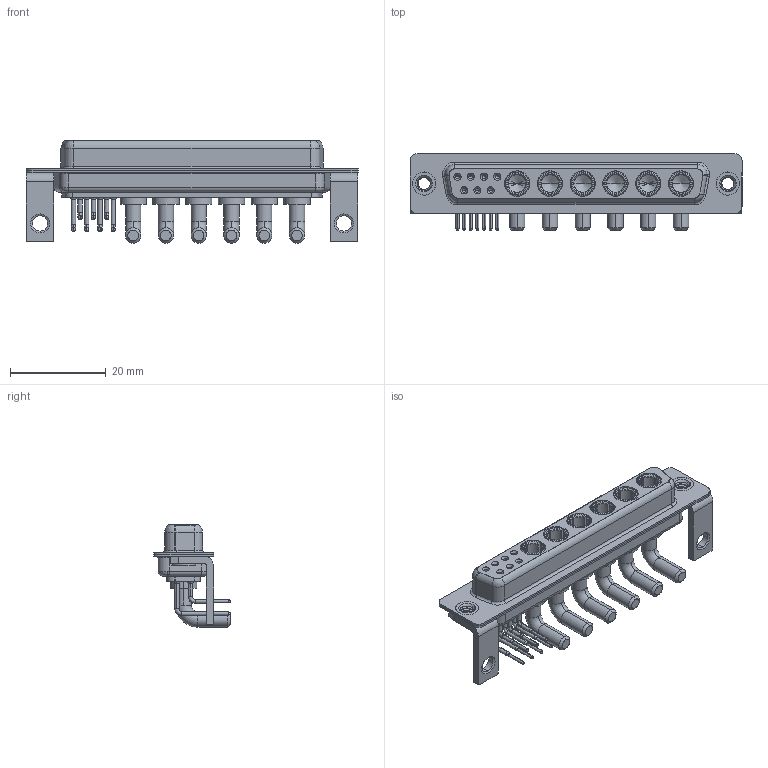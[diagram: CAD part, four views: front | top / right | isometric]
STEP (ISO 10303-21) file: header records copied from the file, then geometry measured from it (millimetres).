
FILE_DESCRIPTION (( 'STEP AP203' ), '1' );
FILE_NAME ('630-13W6640-3TC.STEP', '2022-06-06T14:46:10', ( '' ), ( '' ), 'SwSTEP 2.0', 'SolidWorks 2020', '' );
FILE_SCHEMA (( 'CONFIG_CONTROL_DESIGN' ));
Length unit declared in the file: millimetre
Products named in the file (9): 630Combo Shell Rear_37 Contacts; 630Combo Stabilizer Bracket; 630-13W6640-3TC; 630Combo Threaded Rivet_B; 630Combo Contact Row 2; 630Combo Housing_13W6; 630Combo Shell Front_37 Contacts; Power Socket_30A RA; 630Combo Contact Row 1
Assembly tree (20 placements, depth 2):
  630-13W6640-3TC
    630Combo Housing_13W6
    630Combo Shell Front_37 Contacts
    630Combo Shell Rear_37 Contacts
    630Combo Threaded Rivet_B  x2
    630Combo Stabilizer Bracket  x2
    Power Socket_30A RA  x6
    630Combo Contact Row 1  x4
    630Combo Contact Row 2  x3
Bounding box: 69.4 x 16 x 21.4 mm (x, y, z)
Volume: 6105.4 mm3; surface area: 12924.2 mm2
Topology: 26 solids, 26 shells, 1156 faces, 2966 edges, 1886 vertices
Faces by surface type: cylinder 466, plane 366, cone 191, torus 93, bspline 40
Entity records: 19130 total; most frequent: CARTESIAN_POINT 4714, DIRECTION 2962, ORIENTED_EDGE 2636, EDGE_CURVE 1318, AXIS2_PLACEMENT_3D 1215, VERTEX_POINT 841, CIRCLE 665, EDGE_LOOP 627
